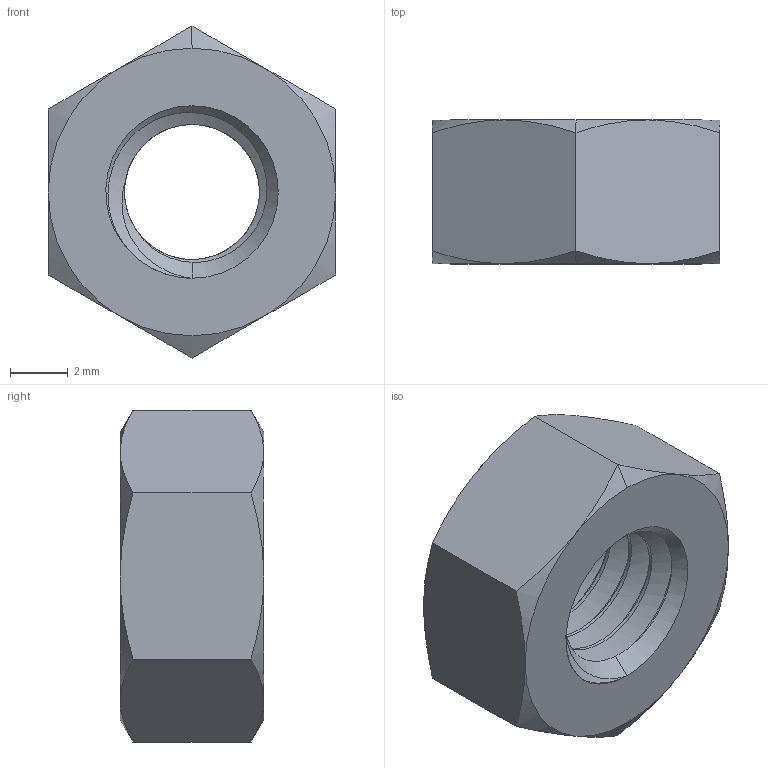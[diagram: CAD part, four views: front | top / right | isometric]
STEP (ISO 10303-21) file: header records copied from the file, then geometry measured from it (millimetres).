
FILE_DESCRIPTION (( 'STEP AP203' ), '1' );
FILE_NAME ('STEEL HEX NUT M6.STEP', '2023-03-30T19:14:02', ( '' ), ( '' ), 'SwSTEP 2.0', 'SolidWorks 2021', '' );
FILE_SCHEMA (( 'CONFIG_CONTROL_DESIGN' ));
Length unit declared in the file: millimetre
Products named in the file (1): STEEL HEX NUT M6
Bounding box: 10 x 5 x 11.55 mm (x, y, z)
Volume: 315 mm3; surface area: 426.8 mm2
Topology: 1 solids, 1 shells, 42 faces, 100 edges, 60 vertices
Faces by surface type: cone 20, cylinder 11, plane 8, bspline 3
Entity records: 2274 total; most frequent: CARTESIAN_POINT 1363, ORIENTED_EDGE 200, DIRECTION 142, EDGE_CURVE 100, AXIS2_PLACEMENT_3D 60, VERTEX_POINT 60, EDGE_LOOP 44, FACE_OUTER_BOUND 42
